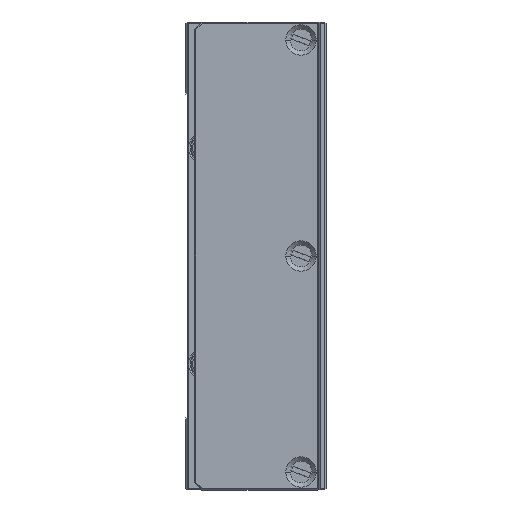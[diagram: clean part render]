
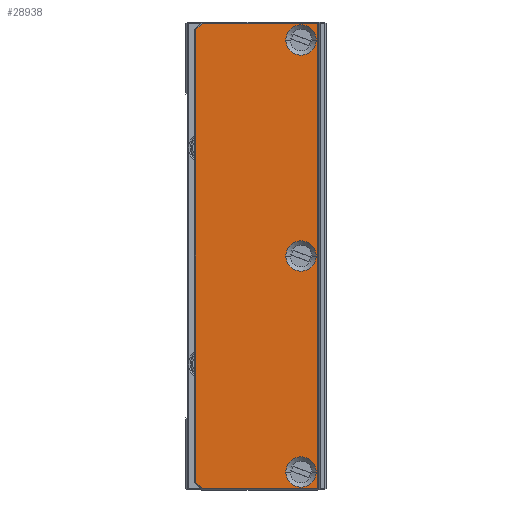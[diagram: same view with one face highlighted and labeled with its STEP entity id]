
A CAD part, left-side view. The second image highlights one B-rep face of the part: STEP entity #28938.
In plain terms, the highlighted face is planar.
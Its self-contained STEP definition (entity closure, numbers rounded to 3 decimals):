
#253 = CIRCLE ( 'NONE', #5956, 2.1 ) ;
#556 = EDGE_CURVE ( 'NONE', #9246, #7580, #6271, .T. ) ;
#841 = LINE ( 'NONE', #18996, #16955 ) ;
#904 = VERTEX_POINT ( 'NONE', #22000 ) ;
#1477 = EDGE_CURVE ( 'NONE', #6692, #6238, #23452, .T. ) ;
#1525 = DIRECTION ( 'NONE',  ( -1., 0., 0. ) ) ;
#1829 = DIRECTION ( 'NONE',  ( 0., -1., 0. ) ) ;
#2120 = CARTESIAN_POINT ( 'NONE',  ( 31.417, 1.5, 8.45 ) ) ;
#2664 = ORIENTED_EDGE ( 'NONE', *, *, #1477, .T. ) ;
#2957 = ORIENTED_EDGE ( 'NONE', *, *, #6781, .T. ) ;
#2982 = CARTESIAN_POINT ( 'NONE',  ( 30., 1.5, -8.25 ) ) ;
#3087 = CARTESIAN_POINT ( 'NONE',  ( 0., 1.5, 0. ) ) ;
#3100 = CIRCLE ( 'NONE', #17941, 2.1 ) ;
#3353 = EDGE_LOOP ( 'NONE', ( #3825, #24139, #14555, #9626, #14235, #26895 ) ) ;
#3658 = CARTESIAN_POINT ( 'NONE',  ( -30., 1.5, -4.05 ) ) ;
#3825 = ORIENTED_EDGE ( 'NONE', *, *, #22741, .T. ) ;
#3896 = DIRECTION ( 'NONE',  ( 0., -1., 0. ) ) ;
#4717 = CARTESIAN_POINT ( 'NONE',  ( -31.417, 1.5, 8.45 ) ) ;
#4778 = CARTESIAN_POINT ( 'NONE',  ( 31.5, 1.5, 8.45 ) ) ;
#5141 = VECTOR ( 'NONE', #1525, 1000. ) ;
#5733 = CARTESIAN_POINT ( 'NONE',  ( -32.5, 1.5, -8.45 ) ) ;
#5927 = VERTEX_POINT ( 'NONE', #2982 ) ;
#5956 = AXIS2_PLACEMENT_3D ( 'NONE', #26844, #12882, #6429 ) ;
#6238 = VERTEX_POINT ( 'NONE', #3658 ) ;
#6271 = LINE ( 'NONE', #12720, #16969 ) ;
#6429 = DIRECTION ( 'NONE',  ( 0., 0., 1. ) ) ;
#6692 = VERTEX_POINT ( 'NONE', #21618 ) ;
#6781 = EDGE_CURVE ( 'NONE', #6238, #6692, #17426, .T. ) ;
#7290 = EDGE_CURVE ( 'NONE', #23586, #7421, #3100, .T. ) ;
#7421 = VERTEX_POINT ( 'NONE', #9433 ) ;
#7580 = VERTEX_POINT ( 'NONE', #11479 ) ;
#8161 = CARTESIAN_POINT ( 'NONE',  ( -32.3, 1.5, -8.45 ) ) ;
#8412 = DIRECTION ( 'NONE',  ( 0., -1., 0. ) ) ;
#8823 = LINE ( 'NONE', #4778, #23254 ) ;
#9246 = VERTEX_POINT ( 'NONE', #9506 ) ;
#9433 = CARTESIAN_POINT ( 'NONE',  ( 0., 1.5, -4.05 ) ) ;
#9506 = CARTESIAN_POINT ( 'NONE',  ( 32.3, 1.5, 7.567 ) ) ;
#9601 = DIRECTION ( 'NONE',  ( 0., 0., 1. ) ) ;
#9608 = DIRECTION ( 'NONE',  ( 0.707, 0., -0.707 ) ) ;
#9626 = ORIENTED_EDGE ( 'NONE', *, *, #23021, .T. ) ;
#10560 = CARTESIAN_POINT ( 'NONE',  ( 30., 1.5, -4.05 ) ) ;
#10692 = LINE ( 'NONE', #19857, #15096 ) ;
#10955 = DIRECTION ( 'NONE',  ( 0., 0., 1. ) ) ;
#11479 = CARTESIAN_POINT ( 'NONE',  ( 32.3, 1.5, -8.45 ) ) ;
#11510 = CARTESIAN_POINT ( 'NONE',  ( 0., 1.5, -6.15 ) ) ;
#11788 = DIRECTION ( 'NONE',  ( 0., 0., 1. ) ) ;
#12720 = CARTESIAN_POINT ( 'NONE',  ( 32.3, 1.5, -8.65 ) ) ;
#12830 = ORIENTED_EDGE ( 'NONE', *, *, #23169, .T. ) ;
#12882 = DIRECTION ( 'NONE',  ( 0., -1., 0. ) ) ;
#14235 = ORIENTED_EDGE ( 'NONE', *, *, #556, .T. ) ;
#14555 = ORIENTED_EDGE ( 'NONE', *, *, #23307, .T. ) ;
#14834 = CARTESIAN_POINT ( 'NONE',  ( 0., 1.5, -6.15 ) ) ;
#14939 = DIRECTION ( 'NONE',  ( 0., 0., -1. ) ) ;
#15019 = AXIS2_PLACEMENT_3D ( 'NONE', #26583, #1829, #10955 ) ;
#15096 = VECTOR ( 'NONE', #17016, 1000. ) ;
#15158 = DIRECTION ( 'NONE',  ( 0., 0., 1. ) ) ;
#15540 = VECTOR ( 'NONE', #9608, 1000. ) ;
#15674 = DIRECTION ( 'NONE',  ( 0., -1., 0. ) ) ;
#15939 = EDGE_CURVE ( 'NONE', #7580, #17829, #28698, .T. ) ;
#16516 = EDGE_CURVE ( 'NONE', #7421, #23586, #22756, .T. ) ;
#16743 = FACE_BOUND ( 'NONE', #18215, .T. ) ;
#16756 = CARTESIAN_POINT ( 'NONE',  ( 30., 1.5, -6.15 ) ) ;
#16955 = VECTOR ( 'NONE', #11788, 1000. ) ;
#16969 = VECTOR ( 'NONE', #14939, 1000. ) ;
#17016 = DIRECTION ( 'NONE',  ( 0.707, 0., 0.707 ) ) ;
#17426 = CIRCLE ( 'NONE', #15019, 2.1 ) ;
#17462 = AXIS2_PLACEMENT_3D ( 'NONE', #3087, #18408, #27577 ) ;
#17829 = VERTEX_POINT ( 'NONE', #8161 ) ;
#17841 = VERTEX_POINT ( 'NONE', #10560 ) ;
#17941 = AXIS2_PLACEMENT_3D ( 'NONE', #11510, #8412, #15158 ) ;
#18171 = AXIS2_PLACEMENT_3D ( 'NONE', #28967, #3896, #9601 ) ;
#18215 = EDGE_LOOP ( 'NONE', ( #12830, #28014 ) ) ;
#18408 = DIRECTION ( 'NONE',  ( 0., 1., 0. ) ) ;
#18996 = CARTESIAN_POINT ( 'NONE',  ( -32.3, 1.5, 7.65 ) ) ;
#19086 = EDGE_LOOP ( 'NONE', ( #2957, #2664 ) ) ;
#19857 = CARTESIAN_POINT ( 'NONE',  ( -19.934, 1.5, 19.934 ) ) ;
#20356 = EDGE_CURVE ( 'NONE', #5927, #17841, #25617, .T. ) ;
#20665 = DIRECTION ( 'NONE',  ( 1., 0., 0. ) ) ;
#21018 = LINE ( 'NONE', #22267, #15540 ) ;
#21044 = ORIENTED_EDGE ( 'NONE', *, *, #7290, .T. ) ;
#21229 = FACE_BOUND ( 'NONE', #19086, .T. ) ;
#21618 = CARTESIAN_POINT ( 'NONE',  ( -30., 1.5, -8.25 ) ) ;
#21696 = CARTESIAN_POINT ( 'NONE',  ( 0., 1.5, -8.25 ) ) ;
#22000 = CARTESIAN_POINT ( 'NONE',  ( -32.3, 1.5, 7.567 ) ) ;
#22267 = CARTESIAN_POINT ( 'NONE',  ( 19.934, 1.5, 19.934 ) ) ;
#22741 = EDGE_CURVE ( 'NONE', #17829, #904, #841, .T. ) ;
#22756 = CIRCLE ( 'NONE', #27047, 2.1 ) ;
#23021 = EDGE_CURVE ( 'NONE', #24447, #9246, #21018, .T. ) ;
#23169 = EDGE_CURVE ( 'NONE', #17841, #5927, #253, .T. ) ;
#23254 = VECTOR ( 'NONE', #20665, 1000. ) ;
#23307 = EDGE_CURVE ( 'NONE', #27423, #24447, #8823, .T. ) ;
#23452 = CIRCLE ( 'NONE', #18171, 2.1 ) ;
#23523 = FACE_OUTER_BOUND ( 'NONE', #3353, .T. ) ;
#23586 = VERTEX_POINT ( 'NONE', #21696 ) ;
#23658 = PLANE ( 'NONE',  #17462 ) ;
#23858 = EDGE_CURVE ( 'NONE', #904, #27423, #10692, .T. ) ;
#24139 = ORIENTED_EDGE ( 'NONE', *, *, #23858, .T. ) ;
#24447 = VERTEX_POINT ( 'NONE', #2120 ) ;
#24966 = EDGE_LOOP ( 'NONE', ( #28771, #21044 ) ) ;
#25617 = CIRCLE ( 'NONE', #26550, 2.1 ) ;
#26550 = AXIS2_PLACEMENT_3D ( 'NONE', #16756, #15674, #28747 ) ;
#26583 = CARTESIAN_POINT ( 'NONE',  ( -30., 1.5, -6.15 ) ) ;
#26844 = CARTESIAN_POINT ( 'NONE',  ( 30., 1.5, -6.15 ) ) ;
#26895 = ORIENTED_EDGE ( 'NONE', *, *, #15939, .T. ) ;
#27047 = AXIS2_PLACEMENT_3D ( 'NONE', #14834, #28358, #28667 ) ;
#27423 = VERTEX_POINT ( 'NONE', #4717 ) ;
#27577 = DIRECTION ( 'NONE',  ( 0., 0., 1. ) ) ;
#28014 = ORIENTED_EDGE ( 'NONE', *, *, #20356, .T. ) ;
#28168 = FACE_BOUND ( 'NONE', #24966, .T. ) ;
#28358 = DIRECTION ( 'NONE',  ( 0., -1., 0. ) ) ;
#28667 = DIRECTION ( 'NONE',  ( 0., 0., 1. ) ) ;
#28698 = LINE ( 'NONE', #5733, #5141 ) ;
#28747 = DIRECTION ( 'NONE',  ( 0., 0., 1. ) ) ;
#28771 = ORIENTED_EDGE ( 'NONE', *, *, #16516, .T. ) ;
#28938 = ADVANCED_FACE ( 'NONE', ( #23523, #21229, #28168, #16743 ), #23658, .T. ) ;
#28967 = CARTESIAN_POINT ( 'NONE',  ( -30., 1.5, -6.15 ) ) ;
